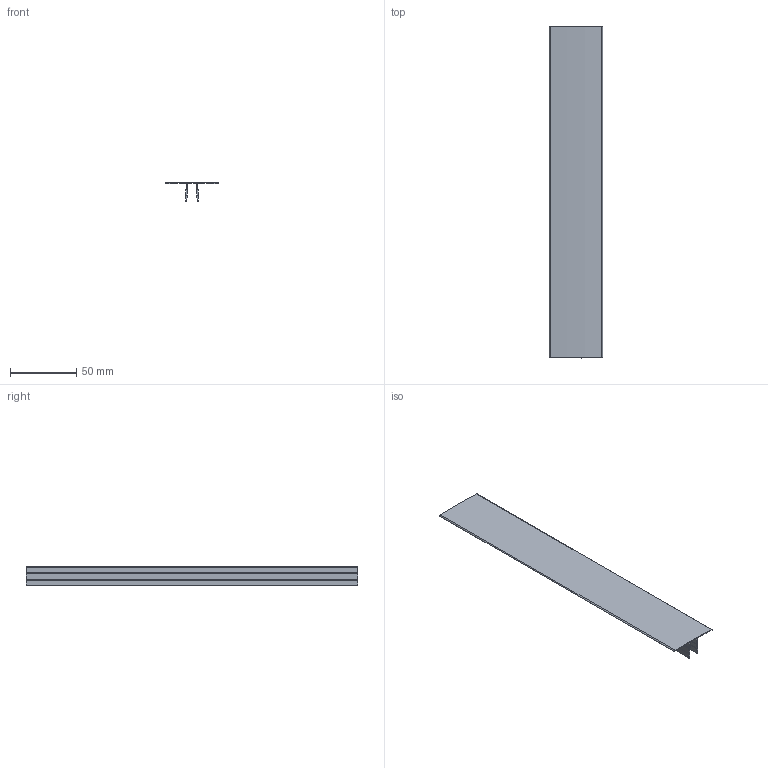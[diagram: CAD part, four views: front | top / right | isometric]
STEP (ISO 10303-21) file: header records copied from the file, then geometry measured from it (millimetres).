
FILE_DESCRIPTION(/* description */ (''),/* implementation_level */ '2;1');
FILE_NAME(/* name */ '61-090-2.step',/* time_stamp */ '2022-10-18T10:59:17-04:00',/* author */ (''),/* organization */ (''),/* preprocessor_version */ 'ST-DEVELOPER v19',/* originating_system */ 'Autodesk Translation Framework v11.7.0.108',/* authorisation */ '');
FILE_SCHEMA (('AUTOMOTIVE_DESIGN { 1 0 10303 214 3 1 1 }'));
Length unit declared in the file: millimetre
Products named in the file (2): (Unsaved); 61-090-2 v1
Assembly tree (1 placements, depth 2):
  (Unsaved)
    61-090-2 v1
Bounding box: 40 x 250 x 14.95 mm (x, y, z)
Volume: 15389.6 mm3; surface area: 34281.6 mm2
Topology: 1 solids, 1 shells, 50 faces, 144 edges, 96 vertices
Faces by surface type: cylinder 28, plane 22
Entity records: 1733 total; most frequent: DIRECTION 308, CARTESIAN_POINT 294, ORIENTED_EDGE 288, EDGE_CURVE 144, AXIS2_PLACEMENT_3D 110, VERTEX_POINT 96, LINE 88, VECTOR 88
